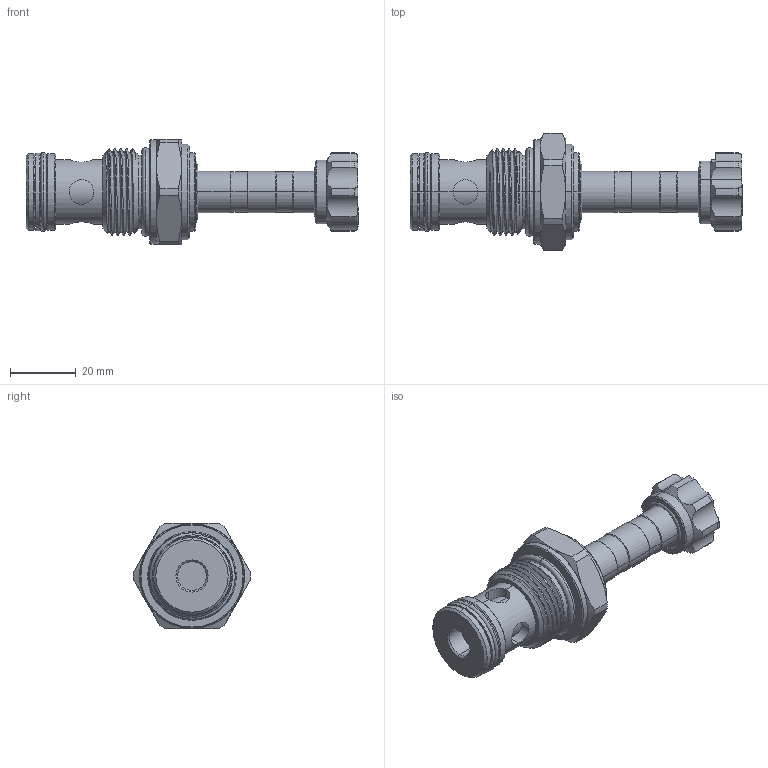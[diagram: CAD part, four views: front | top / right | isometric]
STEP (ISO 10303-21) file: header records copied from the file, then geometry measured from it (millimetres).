
FILE_DESCRIPTION (( 'STEP AP203' ), '1' );
FILE_NAME ('EP17E2A01N05.STEP', '2016-08-24T06:59:48', ( '' ), ( '' ), 'SwSTEP 2.0', 'SolidWorks 2012', '' );
FILE_SCHEMA (( 'CONFIG_CONTROL_DESIGN' ));
Length unit declared in the file: millimetre
Products named in the file (1): EP17E2A01N05
Bounding box: 101.1 x 35.79 x 32 mm (x, y, z)
Volume: 33903 mm3; surface area: 12098.6 mm2
Topology: 6 solids, 6 shells, 214 faces, 495 edges, 302 vertices
Faces by surface type: cylinder 100, cone 54, torus 30, plane 27, bspline 3
Entity records: 9012 total; most frequent: CARTESIAN_POINT 4122, DIRECTION 1045, ORIENTED_EDGE 990, EDGE_CURVE 495, AXIS2_PLACEMENT_3D 450, VERTEX_POINT 302, CIRCLE 238, EDGE_LOOP 235
